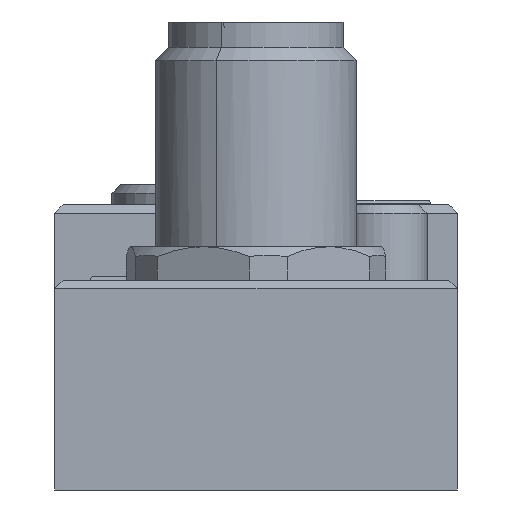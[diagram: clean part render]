
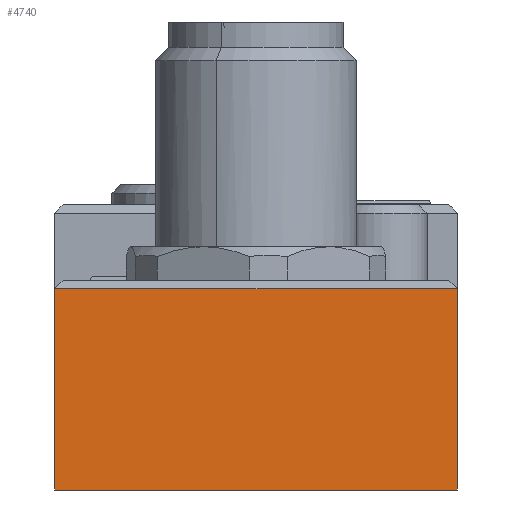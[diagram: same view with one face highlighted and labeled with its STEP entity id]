
A CAD part, left-side view. The second image highlights one B-rep face of the part: STEP entity #4740.
In plain terms, the highlighted planar face has unit normal (-1, 0, 0).
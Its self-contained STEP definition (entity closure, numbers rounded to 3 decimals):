
#4727=AXIS2_PLACEMENT_3D('Plane Axis2P3D',#4724,#4725,#4726) ;
#3488=CARTESIAN_POINT('Vertex',(0.,24.,0.)) ;
#3491=CARTESIAN_POINT('Line Origine',(0.,24.,6.)) ;
#3495=CARTESIAN_POINT('Vertex',(0.,24.,12.)) ;
#3743=CARTESIAN_POINT('Vertex',(0.,0.,12.)) ;
#3746=CARTESIAN_POINT('Line Origine',(0.,0.,6.)) ;
#3750=CARTESIAN_POINT('Vertex',(0.,0.,0.)) ;
#4657=CARTESIAN_POINT('Line Origine',(0.,12.,0.)) ;
#4724=CARTESIAN_POINT('Axis2P3D Location',(0.,24.,0.)) ;
#4729=CARTESIAN_POINT('Line Origine',(0.,12.,12.)) ;
#3492=DIRECTION('Vector Direction',(0.,0.,1.)) ;
#3747=DIRECTION('Vector Direction',(0.,0.,1.)) ;
#4658=DIRECTION('Vector Direction',(0.,-1.,0.)) ;
#4725=DIRECTION('Axis2P3D Direction',(-1.,0.,0.)) ;
#4726=DIRECTION('Axis2P3D XDirection',(0.,-1.,0.)) ;
#4730=DIRECTION('Vector Direction',(0.,1.,0.)) ;
#3493=VECTOR('Line Direction',#3492,1.) ;
#3748=VECTOR('Line Direction',#3747,1.) ;
#4659=VECTOR('Line Direction',#4658,1.) ;
#4731=VECTOR('Line Direction',#4730,1.) ;
#4735=ORIENTED_EDGE('',*,*,#3497,.F.) ;
#4736=ORIENTED_EDGE('',*,*,#4661,.T.) ;
#4737=ORIENTED_EDGE('',*,*,#3752,.T.) ;
#4738=ORIENTED_EDGE('',*,*,#4733,.F.) ;
#4740=ADVANCED_FACE('Hauptk\X2\00F6\X0\rper',(#4739),#4728,.T.) ;
#3497=EDGE_CURVE('',#3489,#3496,#3494,.T.) ;
#3752=EDGE_CURVE('',#3751,#3744,#3749,.T.) ;
#4661=EDGE_CURVE('',#3489,#3751,#4660,.T.) ;
#4733=EDGE_CURVE('',#3496,#3744,#4732,.F.) ;
#4734=EDGE_LOOP('',(#4735,#4736,#4737,#4738)) ;
#4739=FACE_OUTER_BOUND('',#4734,.T.) ;
#3494=LINE('Line',#3491,#3493) ;
#3749=LINE('Line',#3746,#3748) ;
#4660=LINE('Line',#4657,#4659) ;
#4732=LINE('Line',#4729,#4731) ;
#4728=PLANE('',#4727) ;
#3489=VERTEX_POINT('',#3488) ;
#3496=VERTEX_POINT('',#3495) ;
#3744=VERTEX_POINT('',#3743) ;
#3751=VERTEX_POINT('',#3750) ;
